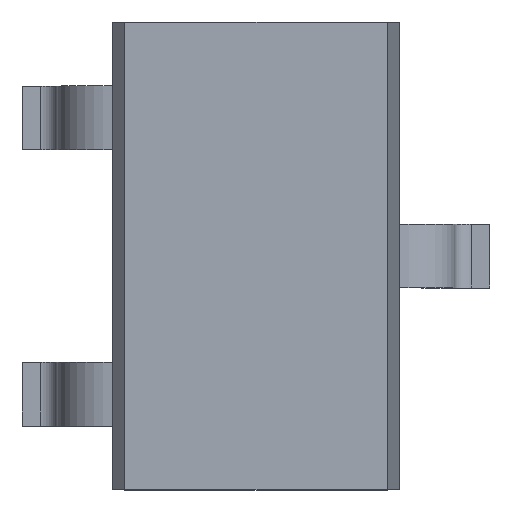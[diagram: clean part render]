
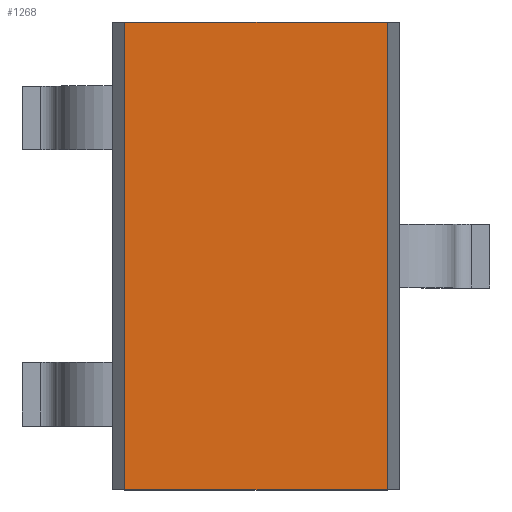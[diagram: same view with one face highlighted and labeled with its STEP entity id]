
A CAD part, top view. The second image highlights one B-rep face of the part: STEP entity #1268.
In plain terms, the highlighted planar face has unit normal (0, 0, 1).
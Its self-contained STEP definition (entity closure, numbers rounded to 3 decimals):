
#1229=CARTESIAN_POINT('',(0.642,-1.1,1.1));
#1230=DIRECTION('',(0.0,0.0,1.0));
#1231=DIRECTION('',(1.0,0.0,0.0));
#1232=AXIS2_PLACEMENT_3D('',#1229,#1230,#1231);
#1233=PLANE('',#1232);
#1234=CARTESIAN_POINT('',(0.617,1.1,1.1));
#1235=VERTEX_POINT('',#1234);
#1236=CARTESIAN_POINT('',(-0.617,1.1,1.1));
#1237=VERTEX_POINT('',#1236);
#1238=CARTESIAN_POINT('',(0.617,1.1,1.1));
#1239=DIRECTION('',(-1.0,0.0,0.0));
#1240=VECTOR('',#1239,1.235);
#1241=LINE('',#1238,#1240);
#1242=EDGE_CURVE('',#1235,#1237,#1241,.T.);
#1243=ORIENTED_EDGE('',*,*,#1242,.T.);
#1244=CARTESIAN_POINT('',(-0.617,-1.1,1.1));
#1245=VERTEX_POINT('',#1244);
#1246=CARTESIAN_POINT('',(-0.617,1.1,1.1));
#1247=DIRECTION('',(0.0,-1.0,0.0));
#1248=VECTOR('',#1247,2.2);
#1249=LINE('',#1246,#1248);
#1250=EDGE_CURVE('',#1245,#1237,#1249,.F.);
#1251=ORIENTED_EDGE('',*,*,#1250,.F.);
#1252=CARTESIAN_POINT('',(0.617,-1.1,1.1));
#1253=VERTEX_POINT('',#1252);
#1254=CARTESIAN_POINT('',(-0.617,-1.1,1.1));
#1255=DIRECTION('',(1.0,0.0,0.0));
#1256=VECTOR('',#1255,1.235);
#1257=LINE('',#1254,#1256);
#1258=EDGE_CURVE('',#1245,#1253,#1257,.T.);
#1259=ORIENTED_EDGE('',*,*,#1258,.T.);
#1260=CARTESIAN_POINT('',(0.617,-1.1,1.1));
#1261=DIRECTION('',(0.0,1.0,0.0));
#1262=VECTOR('',#1261,2.2);
#1263=LINE('',#1260,#1262);
#1264=EDGE_CURVE('',#1253,#1235,#1263,.T.);
#1265=ORIENTED_EDGE('',*,*,#1264,.T.);
#1266=EDGE_LOOP('',(#1243,#1251,#1259,#1265));
#1267=FACE_OUTER_BOUND('',#1266,.T.);
#1268=ADVANCED_FACE('',(#1267),#1233,.T.);
